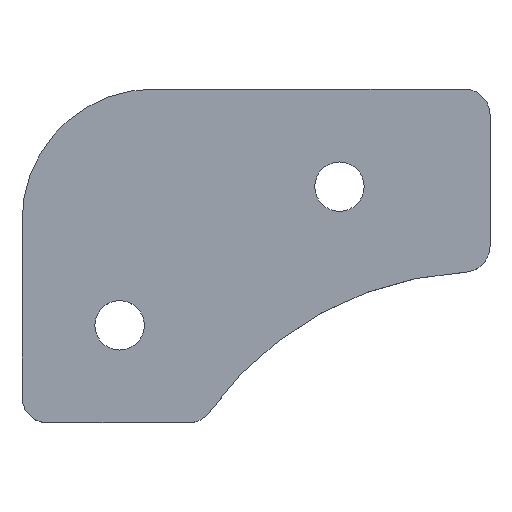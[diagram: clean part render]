
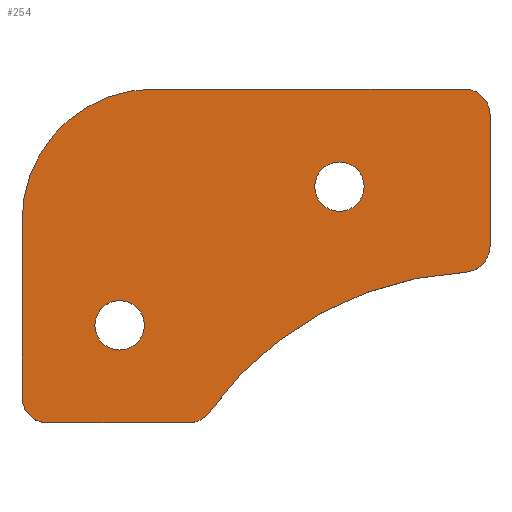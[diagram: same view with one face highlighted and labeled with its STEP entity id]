
A CAD part, top view. The second image highlights one B-rep face of the part: STEP entity #254.
In plain terms, the highlighted planar face has unit normal (0, 0, 1).
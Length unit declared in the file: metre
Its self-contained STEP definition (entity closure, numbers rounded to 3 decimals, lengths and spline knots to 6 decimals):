
#16=PLANE('',#293);
#22=LINE('',#396,#40);
#26=LINE('',#408,#44);
#30=LINE('',#420,#48);
#34=LINE('',#432,#52);
#40=VECTOR('',#315,1.);
#44=VECTOR('',#327,1.);
#48=VECTOR('',#339,1.);
#52=VECTOR('',#351,1.);
#94=ORIENTED_EDGE('',*,*,#152,.F.);
#95=ORIENTED_EDGE('',*,*,#153,.F.);
#96=ORIENTED_EDGE('',*,*,#124,.T.);
#97=ORIENTED_EDGE('',*,*,#128,.T.);
#98=ORIENTED_EDGE('',*,*,#131,.T.);
#99=ORIENTED_EDGE('',*,*,#134,.T.);
#100=ORIENTED_EDGE('',*,*,#137,.T.);
#101=ORIENTED_EDGE('',*,*,#140,.T.);
#102=ORIENTED_EDGE('',*,*,#143,.T.);
#103=ORIENTED_EDGE('',*,*,#146,.T.);
#104=ORIENTED_EDGE('',*,*,#149,.T.);
#105=ORIENTED_EDGE('',*,*,#151,.F.);
#124=EDGE_CURVE('',#159,#158,#181,.T.);
#128=EDGE_CURVE('',#158,#161,#22,.T.);
#131=EDGE_CURVE('',#161,#163,#183,.T.);
#134=EDGE_CURVE('',#163,#165,#26,.T.);
#137=EDGE_CURVE('',#165,#167,#185,.T.);
#140=EDGE_CURVE('',#167,#169,#30,.T.);
#143=EDGE_CURVE('',#169,#171,#187,.T.);
#146=EDGE_CURVE('',#171,#173,#34,.T.);
#149=EDGE_CURVE('',#173,#175,#189,.T.);
#151=EDGE_CURVE('',#159,#175,#191,.T.);
#152=EDGE_CURVE('',#176,#176,#192,.T.);
#153=EDGE_CURVE('',#177,#177,#193,.T.);
#158=VERTEX_POINT('',#387);
#159=VERTEX_POINT('',#389);
#161=VERTEX_POINT('',#395);
#163=VERTEX_POINT('',#401);
#165=VERTEX_POINT('',#407);
#167=VERTEX_POINT('',#413);
#169=VERTEX_POINT('',#419);
#171=VERTEX_POINT('',#425);
#173=VERTEX_POINT('',#431);
#175=VERTEX_POINT('',#437);
#176=VERTEX_POINT('',#444);
#177=VERTEX_POINT('',#446);
#181=CIRCLE('',#273,0.0022);
#183=CIRCLE('',#277,0.0022);
#185=CIRCLE('',#281,0.0112);
#187=CIRCLE('',#285,0.0022);
#189=CIRCLE('',#289,0.0022);
#191=CIRCLE('',#292,0.028659);
#192=CIRCLE('',#294,0.0021);
#193=CIRCLE('',#295,0.0021);
#206=EDGE_LOOP('',(#94));
#207=EDGE_LOOP('',(#95));
#208=EDGE_LOOP('',(#96,#97,#98,#99,#100,#101,#102,#103,#104,#105));
#226=FACE_BOUND('',#206,.T.);
#227=FACE_BOUND('',#207,.T.);
#228=FACE_BOUND('',#208,.T.);
#254=ADVANCED_FACE('',(#226,#227,#228),#16,.T.);
#273=AXIS2_PLACEMENT_3D('',#388,#308,#309);
#277=AXIS2_PLACEMENT_3D('',#402,#321,#322);
#281=AXIS2_PLACEMENT_3D('',#414,#333,#334);
#285=AXIS2_PLACEMENT_3D('',#426,#345,#346);
#289=AXIS2_PLACEMENT_3D('',#438,#357,#358);
#292=AXIS2_PLACEMENT_3D('',#441,#363,#364);
#293=AXIS2_PLACEMENT_3D('',#442,#365,#366);
#294=AXIS2_PLACEMENT_3D('',#443,#367,#368);
#295=AXIS2_PLACEMENT_3D('',#445,#369,#370);
#308=DIRECTION('',(0.,0.,1.));
#309=DIRECTION('',(1.,0.,0.));
#315=DIRECTION('',(0.,1.,0.));
#321=DIRECTION('',(0.,0.,1.));
#322=DIRECTION('',(1.,0.,0.));
#327=DIRECTION('',(-1.,0.,0.));
#333=DIRECTION('',(0.,0.,1.));
#334=DIRECTION('',(1.,0.,0.));
#339=DIRECTION('',(0.,-1.,0.));
#345=DIRECTION('',(0.,0.,1.));
#346=DIRECTION('',(1.,0.,0.));
#351=DIRECTION('',(1.,0.,0.));
#357=DIRECTION('',(0.,0.,1.));
#358=DIRECTION('',(1.,0.,0.));
#363=DIRECTION('',(0.,0.,1.));
#364=DIRECTION('',(1.,0.,0.));
#365=DIRECTION('',(0.,0.,1.));
#366=DIRECTION('',(1.,0.,0.));
#367=DIRECTION('',(0.,0.,1.));
#368=DIRECTION('',(1.,0.,0.));
#369=DIRECTION('',(0.,0.,1.));
#370=DIRECTION('',(1.,0.,0.));
#387=CARTESIAN_POINT('',(0.0387,0.027477,0.0316));
#388=CARTESIAN_POINT('',(0.0365,0.027477,0.0316));
#389=CARTESIAN_POINT('',(0.036614,0.02528,0.0316));
#395=CARTESIAN_POINT('',(0.0387,0.03866,0.0316));
#396=CARTESIAN_POINT('',(0.0387,0.,0.0316));
#401=CARTESIAN_POINT('',(0.0365,0.04086,0.0316));
#402=CARTESIAN_POINT('',(0.0365,0.03866,0.0316));
#407=CARTESIAN_POINT('',(0.0101,0.04086,0.0316));
#408=CARTESIAN_POINT('',(0.,0.04086,0.0316));
#413=CARTESIAN_POINT('',(-0.0011,0.02966,0.0316));
#414=CARTESIAN_POINT('',(0.0101,0.02966,0.0316));
#419=CARTESIAN_POINT('',(-0.0011,0.01466,0.0316));
#420=CARTESIAN_POINT('',(-0.0011,0.,0.0316));
#425=CARTESIAN_POINT('',(0.0011,0.01246,0.0316));
#426=CARTESIAN_POINT('',(0.0011,0.01466,0.0316));
#431=CARTESIAN_POINT('',(0.013035,0.01246,0.0316));
#432=CARTESIAN_POINT('',(0.,0.01246,0.0316));
#437=CARTESIAN_POINT('',(0.014822,0.013377,0.0316));
#438=CARTESIAN_POINT('',(0.013035,0.01466,0.0316));
#441=CARTESIAN_POINT('',(0.0381,-0.00334,0.0316));
#442=CARTESIAN_POINT('',(0.,0.,0.0316));
#443=CARTESIAN_POINT('',(0.0072,0.02076,0.0316));
#444=CARTESIAN_POINT('',(0.0093,0.02076,0.0316));
#445=CARTESIAN_POINT('',(0.0259,0.03256,0.0316));
#446=CARTESIAN_POINT('',(0.028,0.03256,0.0316));
